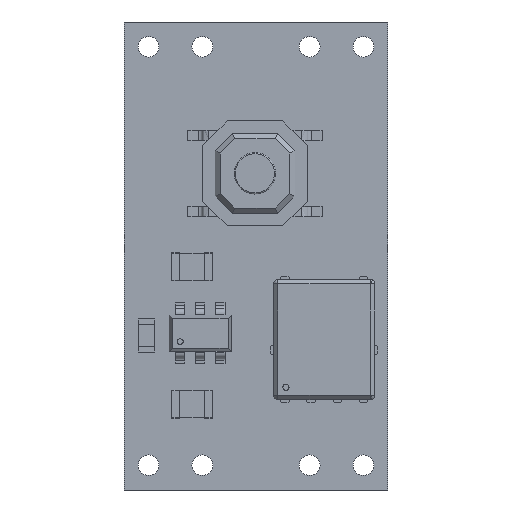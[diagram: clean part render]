
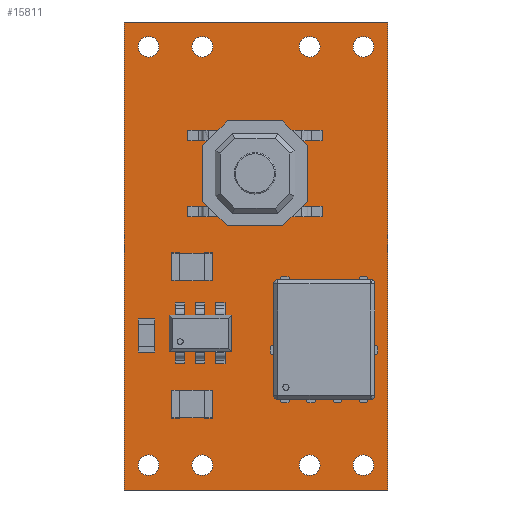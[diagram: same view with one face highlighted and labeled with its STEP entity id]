
A CAD part, front view. The second image highlights one B-rep face of the part: STEP entity #15811.
In plain terms, the highlighted face is planar.
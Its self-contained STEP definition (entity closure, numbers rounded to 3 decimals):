
#15394 = VERTEX_POINT('',#15395);
#15395 = CARTESIAN_POINT('',(-6.384,11.331,1.6));
#15401 = EDGE_CURVE('',#15394,#15402,#15404,.T.);
#15402 = VERTEX_POINT('',#15403);
#15403 = CARTESIAN_POINT('',(6.384,11.331,1.6));
#15404 = LINE('',#15405,#15406);
#15405 = CARTESIAN_POINT('',(-6.384,11.331,1.6));
#15406 = VECTOR('',#15407,1.);
#15407 = DIRECTION('',(1.,0.,0.));
#15432 = EDGE_CURVE('',#15402,#15433,#15435,.T.);
#15433 = VERTEX_POINT('',#15434);
#15434 = CARTESIAN_POINT('',(6.384,-11.331,1.6));
#15435 = LINE('',#15436,#15437);
#15436 = CARTESIAN_POINT('',(6.384,11.331,1.6));
#15437 = VECTOR('',#15438,1.);
#15438 = DIRECTION('',(0.,-1.,0.));
#15463 = EDGE_CURVE('',#15433,#15464,#15466,.T.);
#15464 = VERTEX_POINT('',#15465);
#15465 = CARTESIAN_POINT('',(-6.384,-11.331,1.6));
#15466 = LINE('',#15467,#15468);
#15467 = CARTESIAN_POINT('',(6.384,-11.331,1.6));
#15468 = VECTOR('',#15469,1.);
#15469 = DIRECTION('',(-1.,0.,0.));
#15494 = EDGE_CURVE('',#15464,#15394,#15495,.T.);
#15495 = LINE('',#15496,#15497);
#15496 = CARTESIAN_POINT('',(-6.384,-11.331,1.6));
#15497 = VECTOR('',#15498,1.);
#15498 = DIRECTION('',(0.,1.,0.));
#15518 = VERTEX_POINT('',#15519);
#15519 = CARTESIAN_POINT('',(5.7,-10.131,1.6));
#15525 = EDGE_CURVE('',#15518,#15518,#15526,.T.);
#15526 = CIRCLE('',#15527,0.5);
#15527 = AXIS2_PLACEMENT_3D('',#15528,#15529,#15530);
#15528 = CARTESIAN_POINT('',(5.2,-10.131,1.6));
#15529 = DIRECTION('',(0.,0.,1.));
#15530 = DIRECTION('',(1.,0.,0.));
#15551 = VERTEX_POINT('',#15552);
#15552 = CARTESIAN_POINT('',(3.1,-10.131,1.6));
#15558 = EDGE_CURVE('',#15551,#15551,#15559,.T.);
#15559 = CIRCLE('',#15560,0.5);
#15560 = AXIS2_PLACEMENT_3D('',#15561,#15562,#15563);
#15561 = CARTESIAN_POINT('',(2.6,-10.131,1.6));
#15562 = DIRECTION('',(0.,0.,1.));
#15563 = DIRECTION('',(1.,0.,0.));
#15584 = VERTEX_POINT('',#15585);
#15585 = CARTESIAN_POINT('',(-2.1,-10.131,1.6));
#15591 = EDGE_CURVE('',#15584,#15584,#15592,.T.);
#15592 = CIRCLE('',#15593,0.5);
#15593 = AXIS2_PLACEMENT_3D('',#15594,#15595,#15596);
#15594 = CARTESIAN_POINT('',(-2.6,-10.131,1.6));
#15595 = DIRECTION('',(0.,0.,1.));
#15596 = DIRECTION('',(1.,0.,0.));
#15617 = VERTEX_POINT('',#15618);
#15618 = CARTESIAN_POINT('',(-4.7,-10.131,1.6));
#15624 = EDGE_CURVE('',#15617,#15617,#15625,.T.);
#15625 = CIRCLE('',#15626,0.5);
#15626 = AXIS2_PLACEMENT_3D('',#15627,#15628,#15629);
#15627 = CARTESIAN_POINT('',(-5.2,-10.131,1.6));
#15628 = DIRECTION('',(0.,0.,1.));
#15629 = DIRECTION('',(1.,0.,0.));
#15650 = VERTEX_POINT('',#15651);
#15651 = CARTESIAN_POINT('',(5.7,10.131,1.6));
#15657 = EDGE_CURVE('',#15650,#15650,#15658,.T.);
#15658 = CIRCLE('',#15659,0.5);
#15659 = AXIS2_PLACEMENT_3D('',#15660,#15661,#15662);
#15660 = CARTESIAN_POINT('',(5.2,10.131,1.6));
#15661 = DIRECTION('',(0.,0.,1.));
#15662 = DIRECTION('',(1.,0.,0.));
#15683 = VERTEX_POINT('',#15684);
#15684 = CARTESIAN_POINT('',(3.1,10.131,1.6));
#15690 = EDGE_CURVE('',#15683,#15683,#15691,.T.);
#15691 = CIRCLE('',#15692,0.5);
#15692 = AXIS2_PLACEMENT_3D('',#15693,#15694,#15695);
#15693 = CARTESIAN_POINT('',(2.6,10.131,1.6));
#15694 = DIRECTION('',(0.,0.,1.));
#15695 = DIRECTION('',(1.,0.,0.));
#15716 = VERTEX_POINT('',#15717);
#15717 = CARTESIAN_POINT('',(-2.1,10.131,1.6));
#15723 = EDGE_CURVE('',#15716,#15716,#15724,.T.);
#15724 = CIRCLE('',#15725,0.5);
#15725 = AXIS2_PLACEMENT_3D('',#15726,#15727,#15728);
#15726 = CARTESIAN_POINT('',(-2.6,10.131,1.6));
#15727 = DIRECTION('',(0.,0.,1.));
#15728 = DIRECTION('',(1.,0.,0.));
#15749 = VERTEX_POINT('',#15750);
#15750 = CARTESIAN_POINT('',(-4.7,10.131,1.6));
#15756 = EDGE_CURVE('',#15749,#15749,#15757,.T.);
#15757 = CIRCLE('',#15758,0.5);
#15758 = AXIS2_PLACEMENT_3D('',#15759,#15760,#15761);
#15759 = CARTESIAN_POINT('',(-5.2,10.131,1.6));
#15760 = DIRECTION('',(0.,0.,1.));
#15761 = DIRECTION('',(1.,0.,0.));
#15811 = ADVANCED_FACE('',(#15812,#15818,#15821,#15824,#15827,#15830,
    #15833,#15836,#15839),#15842,.T.);
#15812 = FACE_BOUND('',#15813,.F.);
#15813 = EDGE_LOOP('',(#15814,#15815,#15816,#15817));
#15814 = ORIENTED_EDGE('',*,*,#15401,.T.);
#15815 = ORIENTED_EDGE('',*,*,#15432,.T.);
#15816 = ORIENTED_EDGE('',*,*,#15463,.T.);
#15817 = ORIENTED_EDGE('',*,*,#15494,.T.);
#15818 = FACE_BOUND('',#15819,.F.);
#15819 = EDGE_LOOP('',(#15820));
#15820 = ORIENTED_EDGE('',*,*,#15525,.T.);
#15821 = FACE_BOUND('',#15822,.F.);
#15822 = EDGE_LOOP('',(#15823));
#15823 = ORIENTED_EDGE('',*,*,#15558,.T.);
#15824 = FACE_BOUND('',#15825,.F.);
#15825 = EDGE_LOOP('',(#15826));
#15826 = ORIENTED_EDGE('',*,*,#15591,.T.);
#15827 = FACE_BOUND('',#15828,.F.);
#15828 = EDGE_LOOP('',(#15829));
#15829 = ORIENTED_EDGE('',*,*,#15624,.T.);
#15830 = FACE_BOUND('',#15831,.F.);
#15831 = EDGE_LOOP('',(#15832));
#15832 = ORIENTED_EDGE('',*,*,#15657,.T.);
#15833 = FACE_BOUND('',#15834,.F.);
#15834 = EDGE_LOOP('',(#15835));
#15835 = ORIENTED_EDGE('',*,*,#15690,.T.);
#15836 = FACE_BOUND('',#15837,.F.);
#15837 = EDGE_LOOP('',(#15838));
#15838 = ORIENTED_EDGE('',*,*,#15723,.T.);
#15839 = FACE_BOUND('',#15840,.F.);
#15840 = EDGE_LOOP('',(#15841));
#15841 = ORIENTED_EDGE('',*,*,#15756,.T.);
#15842 = PLANE('',#15843);
#15843 = AXIS2_PLACEMENT_3D('',#15844,#15845,#15846);
#15844 = CARTESIAN_POINT('',(0.,0.,1.6)
  );
#15845 = DIRECTION('',(0.,0.,1.));
#15846 = DIRECTION('',(1.,0.,0.));
